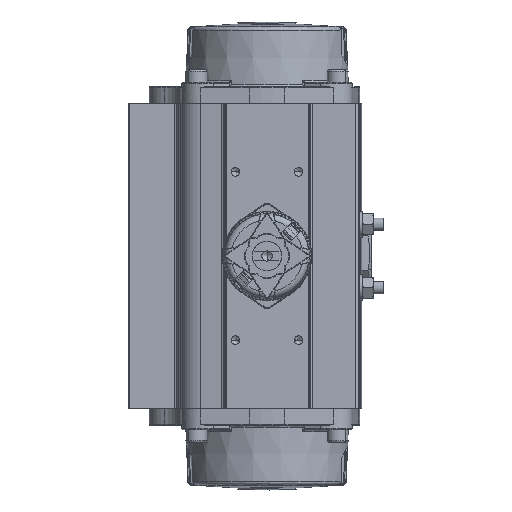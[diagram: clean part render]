
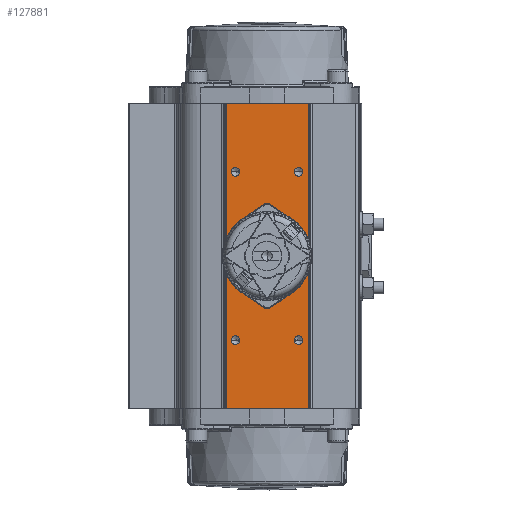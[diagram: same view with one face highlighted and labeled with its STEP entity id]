
A CAD part, left-side view. The second image highlights one B-rep face of the part: STEP entity #127881.
In plain terms, the highlighted face is planar.
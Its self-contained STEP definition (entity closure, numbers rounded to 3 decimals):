
#3876 = AXIS2_PLACEMENT_3D ( 'NONE', #63022, #129131, #112877 ) ;
#4214 = CIRCLE ( 'NONE', #176720, 2.065 ) ;
#4645 = CIRCLE ( 'NONE', #73546, 2.065 ) ;
#5345 = DIRECTION ( 'NONE',  ( 0., -1., 0. ) ) ;
#8202 = VECTOR ( 'NONE', #124769, 1000. ) ;
#8325 = CARTESIAN_POINT ( 'NONE',  ( -39.677, 39.5, -17.065 ) ) ;
#12302 = DIRECTION ( 'NONE',  ( 0., 0., 1. ) ) ;
#12864 = CARTESIAN_POINT ( 'NONE',  ( 40.323, 39.5, 17.065 ) ) ;
#21953 = LINE ( 'NONE', #172202, #8202 ) ;
#23813 = EDGE_CURVE ( 'NONE', #162766, #135965, #181181, .T. ) ;
#24129 = EDGE_LOOP ( 'NONE', ( #31109, #75953, #36204, #152720 ) ) ;
#26529 = FACE_BOUND ( 'NONE', #179975, .T. ) ;
#28020 = EDGE_CURVE ( 'NONE', #84468, #162766, #157074, .T. ) ;
#31109 = ORIENTED_EDGE ( 'NONE', *, *, #23813, .T. ) ;
#31741 = EDGE_CURVE ( 'NONE', #52035, #130104, #100975, .T. ) ;
#33551 = CARTESIAN_POINT ( 'NONE',  ( -72.127, 39.5, -19.5 ) ) ;
#34027 = VECTOR ( 'NONE', #48220, 1000. ) ;
#36204 = ORIENTED_EDGE ( 'NONE', *, *, #191854, .T. ) ;
#36414 = EDGE_LOOP ( 'NONE', ( #38764, #119349 ) ) ;
#37735 = DIRECTION ( 'NONE',  ( 0., 0., -1. ) ) ;
#38012 = CIRCLE ( 'NONE', #41440, 2.065 ) ;
#38764 = ORIENTED_EDGE ( 'NONE', *, *, #83667, .T. ) ;
#41440 = AXIS2_PLACEMENT_3D ( 'NONE', #190939, #42873, #121910 ) ;
#42873 = DIRECTION ( 'NONE',  ( 0., -1., 0. ) ) ;
#44530 = DIRECTION ( 'NONE',  ( 0., 0., 1. ) ) ;
#45774 = AXIS2_PLACEMENT_3D ( 'NONE', #51690, #165316, #117746 ) ;
#48220 = DIRECTION ( 'NONE',  ( 1., 0., 0. ) ) ;
#48348 = DIRECTION ( 'NONE',  ( 0., 0., 1. ) ) ;
#50417 = DIRECTION ( 'NONE',  ( 0., -1., 0. ) ) ;
#51690 = CARTESIAN_POINT ( 'NONE',  ( 0.323, 39.5, 0. ) ) ;
#52035 = VERTEX_POINT ( 'NONE', #109682 ) ;
#52143 = EDGE_CURVE ( 'NONE', #52514, #171326, #151486, .T. ) ;
#52514 = VERTEX_POINT ( 'NONE', #8325 ) ;
#54603 = DIRECTION ( 'NONE',  ( 0., 0., -1. ) ) ;
#57940 = LINE ( 'NONE', #125121, #87989 ) ;
#61185 = EDGE_LOOP ( 'NONE', ( #117582, #108286 ) ) ;
#63022 = CARTESIAN_POINT ( 'NONE',  ( 40.323, 39.5, -15. ) ) ;
#66643 = DIRECTION ( 'NONE',  ( 0., -1., 0. ) ) ;
#66951 = EDGE_CURVE ( 'NONE', #125095, #86854, #197136, .T. ) ;
#69081 = CARTESIAN_POINT ( 'NONE',  ( 0.323, 39.5, 0. ) ) ;
#71877 = CARTESIAN_POINT ( 'NONE',  ( 0.323, 39.5, -20. ) ) ;
#73546 = AXIS2_PLACEMENT_3D ( 'NONE', #198527, #50417, #116469 ) ;
#75159 = DIRECTION ( 'NONE',  ( 0., 1., 0. ) ) ;
#75953 = ORIENTED_EDGE ( 'NONE', *, *, #120149, .T. ) ;
#80473 = AXIS2_PLACEMENT_3D ( 'NONE', #69081, #200932, #37735 ) ;
#80583 = CARTESIAN_POINT ( 'NONE',  ( 40.323, 39.5, -17.065 ) ) ;
#83667 = EDGE_CURVE ( 'NONE', #91556, #176846, #38012, .T. ) ;
#84468 = VERTEX_POINT ( 'NONE', #33551 ) ;
#85174 = EDGE_LOOP ( 'NONE', ( #110223, #133653 ) ) ;
#85252 = EDGE_LOOP ( 'NONE', ( #180908, #205772 ) ) ;
#86290 = DIRECTION ( 'NONE',  ( 0., -1., 0. ) ) ;
#86854 = VERTEX_POINT ( 'NONE', #80583 ) ;
#87422 = EDGE_CURVE ( 'NONE', #144208, #157451, #201189, .T. ) ;
#87989 = VECTOR ( 'NONE', #124064, 1000. ) ;
#88106 = CARTESIAN_POINT ( 'NONE',  ( -72.127, 39.5, 19.5 ) ) ;
#89612 = DIRECTION ( 'NONE',  ( 0., 0., 1. ) ) ;
#91556 = VERTEX_POINT ( 'NONE', #98988 ) ;
#92467 = FACE_BOUND ( 'NONE', #36414, .T. ) ;
#98988 = CARTESIAN_POINT ( 'NONE',  ( -39.677, 39.5, 12.935 ) ) ;
#100975 = CIRCLE ( 'NONE', #207972, 2.065 ) ;
#101781 = CIRCLE ( 'NONE', #181045, 2.065 ) ;
#105505 = FACE_BOUND ( 'NONE', #85174, .T. ) ;
#108286 = ORIENTED_EDGE ( 'NONE', *, *, #189729, .T. ) ;
#109682 = CARTESIAN_POINT ( 'NONE',  ( 40.323, 39.5, 12.935 ) ) ;
#110223 = ORIENTED_EDGE ( 'NONE', *, *, #87422, .T. ) ;
#110804 = ORIENTED_EDGE ( 'NONE', *, *, #52143, .T. ) ;
#111633 = CARTESIAN_POINT ( 'NONE',  ( -39.677, 39.5, 17.065 ) ) ;
#112877 = DIRECTION ( 'NONE',  ( 0., 0., 1. ) ) ;
#116469 = DIRECTION ( 'NONE',  ( 0., 0., 1. ) ) ;
#117276 = EDGE_CURVE ( 'NONE', #157451, #144208, #128705, .T. ) ;
#117582 = ORIENTED_EDGE ( 'NONE', *, *, #31741, .T. ) ;
#117746 = DIRECTION ( 'NONE',  ( 0., 0., -1. ) ) ;
#119349 = ORIENTED_EDGE ( 'NONE', *, *, #157531, .T. ) ;
#119377 = AXIS2_PLACEMENT_3D ( 'NONE', #203302, #139613, #155848 ) ;
#120149 = EDGE_CURVE ( 'NONE', #135965, #212683, #57940, .T. ) ;
#120596 = AXIS2_PLACEMENT_3D ( 'NONE', #71877, #75159, #54603 ) ;
#121910 = DIRECTION ( 'NONE',  ( 0., 0., 1. ) ) ;
#124064 = DIRECTION ( 'NONE',  ( 0., 0., -1. ) ) ;
#124769 = DIRECTION ( 'NONE',  ( -1., 0., 0. ) ) ;
#125095 = VERTEX_POINT ( 'NONE', #200292 ) ;
#125121 = CARTESIAN_POINT ( 'NONE',  ( 72.773, 39.5, -34.607 ) ) ;
#127881 = ADVANCED_FACE ( 'NONE', ( #174625, #105505, #26529, #92467, #204858, #205939 ), #140109, .T. ) ;
#128434 = CARTESIAN_POINT ( 'NONE',  ( 0.323, 39.5, 9.55 ) ) ;
#128705 = CIRCLE ( 'NONE', #45774, 9.55 ) ;
#129131 = DIRECTION ( 'NONE',  ( 0., -1., 0. ) ) ;
#130104 = VERTEX_POINT ( 'NONE', #12864 ) ;
#133653 = ORIENTED_EDGE ( 'NONE', *, *, #117276, .T. ) ;
#134960 = DIRECTION ( 'NONE',  ( 0., 0., 1. ) ) ;
#135307 = CARTESIAN_POINT ( 'NONE',  ( 72.773, 39.5, 19.5 ) ) ;
#135965 = VERTEX_POINT ( 'NONE', #135307 ) ;
#137292 = ORIENTED_EDGE ( 'NONE', *, *, #192866, .T. ) ;
#138653 = VECTOR ( 'NONE', #44530, 1000. ) ;
#139613 = DIRECTION ( 'NONE',  ( 0., -1., 0. ) ) ;
#140109 = PLANE ( 'NONE',  #120596 ) ;
#144208 = VERTEX_POINT ( 'NONE', #192296 ) ;
#145116 = CARTESIAN_POINT ( 'NONE',  ( -72.127, 39.5, -40.906 ) ) ;
#150913 = CARTESIAN_POINT ( 'NONE',  ( 0.323, 39.5, 19.5 ) ) ;
#151486 = CIRCLE ( 'NONE', #185998, 2.065 ) ;
#152720 = ORIENTED_EDGE ( 'NONE', *, *, #28020, .T. ) ;
#155848 = DIRECTION ( 'NONE',  ( 0., 0., 1. ) ) ;
#157074 = LINE ( 'NONE', #145116, #138653 ) ;
#157451 = VERTEX_POINT ( 'NONE', #128434 ) ;
#157531 = EDGE_CURVE ( 'NONE', #176846, #91556, #4645, .T. ) ;
#161549 = CARTESIAN_POINT ( 'NONE',  ( -39.677, 39.5, -12.935 ) ) ;
#162766 = VERTEX_POINT ( 'NONE', #88106 ) ;
#165316 = DIRECTION ( 'NONE',  ( 0., -1., 0. ) ) ;
#171326 = VERTEX_POINT ( 'NONE', #161549 ) ;
#172202 = CARTESIAN_POINT ( 'NONE',  ( 0.323, 39.5, -19.5 ) ) ;
#173482 = CARTESIAN_POINT ( 'NONE',  ( 72.773, 39.5, -19.5 ) ) ;
#174625 = FACE_OUTER_BOUND ( 'NONE', #24129, .T. ) ;
#175556 = DIRECTION ( 'NONE',  ( 0., -1., 0. ) ) ;
#176720 = AXIS2_PLACEMENT_3D ( 'NONE', #183576, #86290, #134960 ) ;
#176846 = VERTEX_POINT ( 'NONE', #111633 ) ;
#179975 = EDGE_LOOP ( 'NONE', ( #110804, #137292 ) ) ;
#180908 = ORIENTED_EDGE ( 'NONE', *, *, #186594, .T. ) ;
#181045 = AXIS2_PLACEMENT_3D ( 'NONE', #212629, #66643, #48348 ) ;
#181181 = LINE ( 'NONE', #150913, #34027 ) ;
#181453 = CIRCLE ( 'NONE', #119377, 2.065 ) ;
#183576 = CARTESIAN_POINT ( 'NONE',  ( 40.323, 39.5, 15. ) ) ;
#185998 = AXIS2_PLACEMENT_3D ( 'NONE', #190663, #175556, #12302 ) ;
#186594 = EDGE_CURVE ( 'NONE', #86854, #125095, #101781, .T. ) ;
#189729 = EDGE_CURVE ( 'NONE', #130104, #52035, #4214, .T. ) ;
#190663 = CARTESIAN_POINT ( 'NONE',  ( -39.677, 39.5, -15. ) ) ;
#190939 = CARTESIAN_POINT ( 'NONE',  ( -39.677, 39.5, 15. ) ) ;
#191854 = EDGE_CURVE ( 'NONE', #212683, #84468, #21953, .T. ) ;
#192296 = CARTESIAN_POINT ( 'NONE',  ( 0.323, 39.5, -9.55 ) ) ;
#192866 = EDGE_CURVE ( 'NONE', #171326, #52514, #181453, .T. ) ;
#197136 = CIRCLE ( 'NONE', #3876, 2.065 ) ;
#198527 = CARTESIAN_POINT ( 'NONE',  ( -39.677, 39.5, 15. ) ) ;
#200292 = CARTESIAN_POINT ( 'NONE',  ( 40.323, 39.5, -12.935 ) ) ;
#200932 = DIRECTION ( 'NONE',  ( 0., -1., 0. ) ) ;
#201189 = CIRCLE ( 'NONE', #80473, 9.55 ) ;
#203302 = CARTESIAN_POINT ( 'NONE',  ( -39.677, 39.5, -15. ) ) ;
#204858 = FACE_BOUND ( 'NONE', #85252, .T. ) ;
#205772 = ORIENTED_EDGE ( 'NONE', *, *, #66951, .T. ) ;
#205939 = FACE_BOUND ( 'NONE', #61185, .T. ) ;
#206324 = CARTESIAN_POINT ( 'NONE',  ( 40.323, 39.5, 15. ) ) ;
#207972 = AXIS2_PLACEMENT_3D ( 'NONE', #206324, #5345, #89612 ) ;
#212629 = CARTESIAN_POINT ( 'NONE',  ( 40.323, 39.5, -15. ) ) ;
#212683 = VERTEX_POINT ( 'NONE', #173482 ) ;
